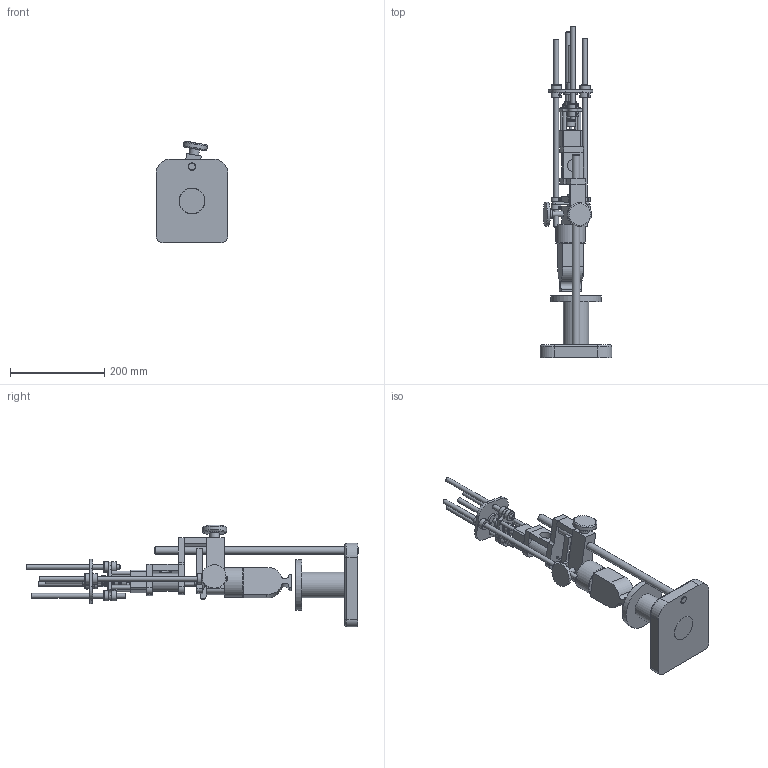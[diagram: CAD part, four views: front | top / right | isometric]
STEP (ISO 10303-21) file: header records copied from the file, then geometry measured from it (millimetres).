
FILE_DESCRIPTION(/* description */ (''),/* implementation_level */ '2;1');
FILE_NAME(/* name */ 'Durometer_Assembly.stp',/* time_stamp */ '2014-12-27T09:37:19-08:00',/* author */ ('Drew'),/* organization */ (''),/* preprocessor_version */ 'ST-DEVELOPER v15.6',/* originating_system */ 'Autodesk Inventor 2015',/* authorisation */ '');
FILE_SCHEMA (('AUTOMOTIVE_DESIGN { 1 0 10303 214 3 1 1 }'));
Products named in the file (32): Durometer_Base; Durometer_Slide_Shaft; Durometer_Platform; Fixture_Base; Fixture_Base_Support; Fixture_Airpot_Support; Fixture_Airpot_Support_2; Fixture_Airpot_Support_3; Fixture_Airpot; Fixture_Slide_Lock_Plate; Fixture_Weight; Fixture_Knob_1; Fixture_Knob_2; Fixture_Lever; Durometer_Sensor; Durometer_Slide_Fixture; Stepper_Motor; Shaft_Coupler_5mm_10mm; Lead_Screw_10x2; Thrust_Bearing_6655K550; Shaft_Collar_6063K150; Vertical_Lead_Screw_Shaft_Mount_Plate_Mid; M3_40mm_Spacer_92871A217; M3_Screw_50mm_91290A137; Lead_Screw_Flange_Nut; Shaft_200mm_6112K101; Vertical_Lead_Screw_Plate; Shaft_400mm_6112K102; Shaft_Collar_57485K680; Support_Plate; Durometer_Vertical_Lead_Screw_Assembly; Durometer_Assembly
Bounding box: 152.4 x 705.33 x 215.98 mm (x, y, z)
Volume: 2146544.1 mm3; surface area: 390223.7 mm2
Topology: 96 solids, 96 shells, 963 faces, 2245 edges, 1470 vertices
Faces by surface type: plane 365, cylinder 348, cone 105, torus 89, sphere 44, bspline 12
Full cylindrical faces by diameter (mm): 1.27 x1, 2.021 x1, 2.464 x4, 2.981 x3, 3 x144, 3.087 x1, 3.175 x1, 3.2 x4, 3.5 x4, 3.556 x3, 5 x26, 5.08 x1, 5.5 x6, 5.505 x2, 6.35 x4, 8 x4, 8.001 x1, 10 x32, 11 x1, 11.43 x1, 12.7 x2, 13.614 x1, 15.875 x4, 17.78 x2, 20 x7, 20.32 x1, 21 x6, 22 x13, 25.4 x1, 28.575 x1
Entity records: 29001 total; most frequent: CARTESIAN_POINT 19112, DIRECTION 2082, ORIENTED_EDGE 1496, AXIS2_PLACEMENT_3D 883, EDGE_CURVE 748, EDGE_LOOP 710, VERTEX_POINT 588, ADVANCED_FACE 434
